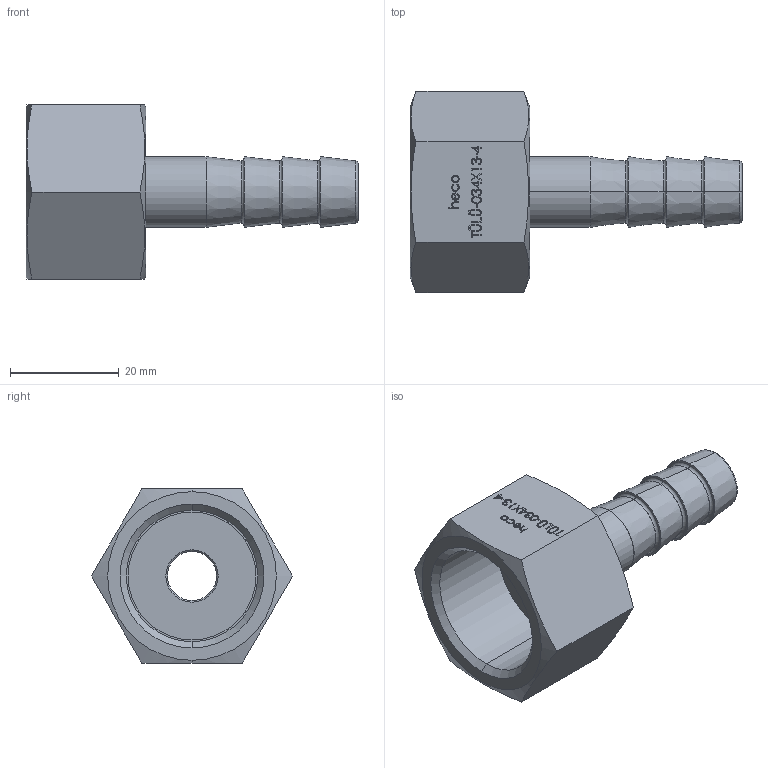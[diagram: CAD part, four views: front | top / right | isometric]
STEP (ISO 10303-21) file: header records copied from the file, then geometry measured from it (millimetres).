
FILE_DESCRIPTION (( 'STEP AP214' ), '1' );
FILE_NAME ('TÜLÜ-034X13-x Schlauchtülle mit Ü-Mutter .STEP', '2018-07-02T10:08:57', ( '' ), ( '' ), 'SwSTEP 2.0', 'SolidWorks 2016', '' );
FILE_SCHEMA (( 'AUTOMOTIVE_DESIGN' ));
Length unit declared in the file: millimetre
Products named in the file (1): TÜLÜ-034X13-x Schlauchtülle mit Ü-Mutter 
Bounding box: 61 x 36.95 x 32 mm (x, y, z)
Volume: 13302.5 mm3; surface area: 8973.5 mm2
Topology: 2 solids, 2 shells, 287 faces, 729 edges, 474 vertices
Faces by surface type: plane 135, bspline 102, cone 24, torus 16, cylinder 10
Entity records: 16134 total; most frequent: CARTESIAN_POINT 7409, ORIENTED_EDGE 1458, DIRECTION 957, EDGE_CURVE 729, VERTEX_POINT 474, LINE 433, VECTOR 433, EDGE_LOOP 319
